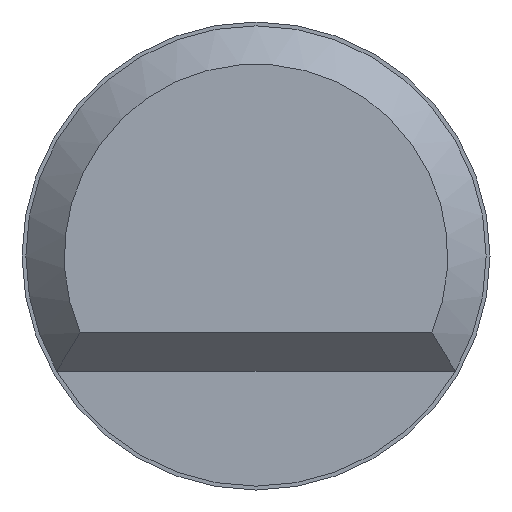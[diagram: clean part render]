
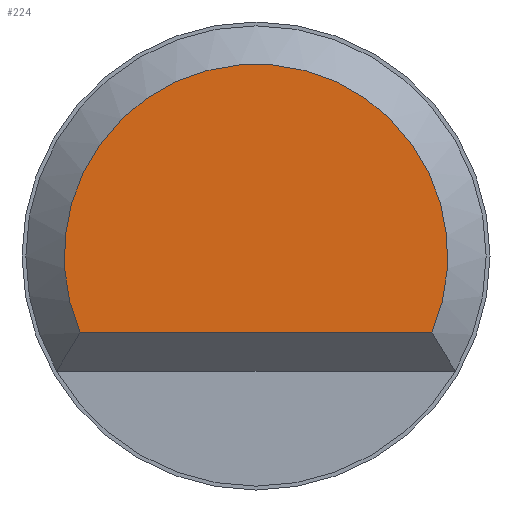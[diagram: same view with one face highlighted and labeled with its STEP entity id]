
A CAD part, front view. The second image highlights one B-rep face of the part: STEP entity #224.
In plain terms, the highlighted planar face has unit normal (0, -1, 0).
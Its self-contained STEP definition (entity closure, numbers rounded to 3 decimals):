
#109 = VERTEX_POINT('',#110);
#110 = CARTESIAN_POINT('',(-2.291,-13.5,-1.));
#118 = EDGE_CURVE('',#119,#109,#121,.T.);
#119 = VERTEX_POINT('',#120);
#120 = CARTESIAN_POINT('',(2.291,-13.5,-1.));
#121 = CIRCLE('',#122,2.5);
#122 = AXIS2_PLACEMENT_3D('',#123,#124,#125);
#123 = CARTESIAN_POINT('',(0.,-13.5,0.));
#124 = DIRECTION('',(0.,-1.,0.));
#125 = DIRECTION('',(0.917,0.,-0.4));
#211 = EDGE_CURVE('',#119,#109,#212,.T.);
#212 = LINE('',#213,#214);
#213 = CARTESIAN_POINT('',(2.291,-13.5,-1.));
#214 = VECTOR('',#215,1.);
#215 = DIRECTION('',(-1.,0.,0.));
#224 = ADVANCED_FACE('',(#225),#229,.T.);
#225 = FACE_BOUND('',#226,.F.);
#226 = EDGE_LOOP('',(#227,#228));
#227 = ORIENTED_EDGE('',*,*,#118,.F.);
#228 = ORIENTED_EDGE('',*,*,#211,.T.);
#229 = PLANE('',#230);
#230 = AXIS2_PLACEMENT_3D('',#231,#232,#233);
#231 = CARTESIAN_POINT('',(-6.84,-13.5,-1.5));
#232 = DIRECTION('',(0.,-1.,0.));
#233 = DIRECTION('',(-1.,0.,0.));
